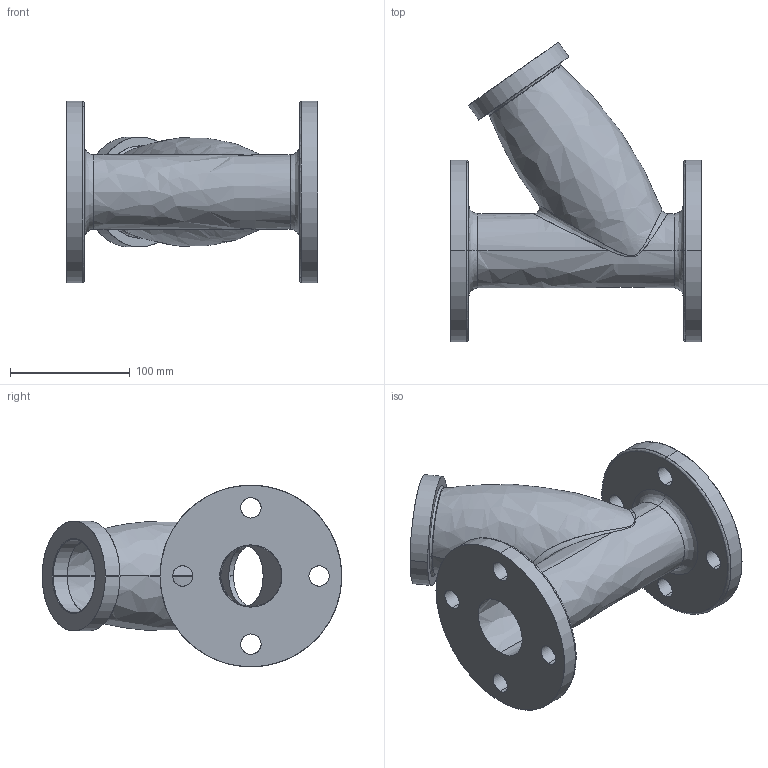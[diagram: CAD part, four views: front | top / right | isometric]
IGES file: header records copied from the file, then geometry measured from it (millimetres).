
Start section: SolidWorks IGES file using analytic representation for surfaces
Global section: file name: Flanged Strainer 2.IGS; native system: SolidWorks 2014; preprocessor: SolidWorks 2014; author: NP4; date: 141021.103128; units: metre
Bounding box: 210 x 250.52 x 152 mm (x, y, z)
Surface area: 223489.9 mm2 (no closed solid volume)
Topology: 0 solids, 0 shells, 85 faces, 2184 edges, 2184 vertices
Faces by surface type: bspline 51, revolution 34
